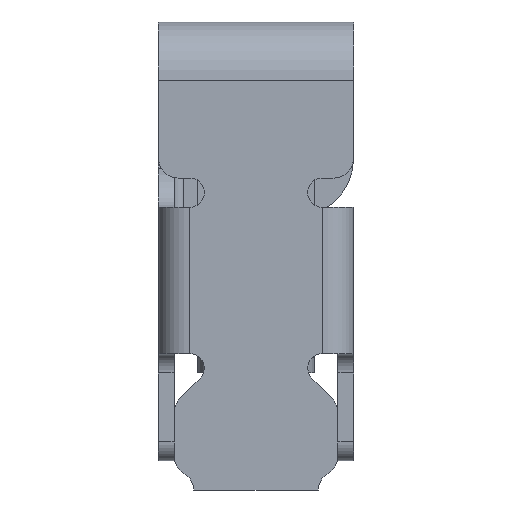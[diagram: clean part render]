
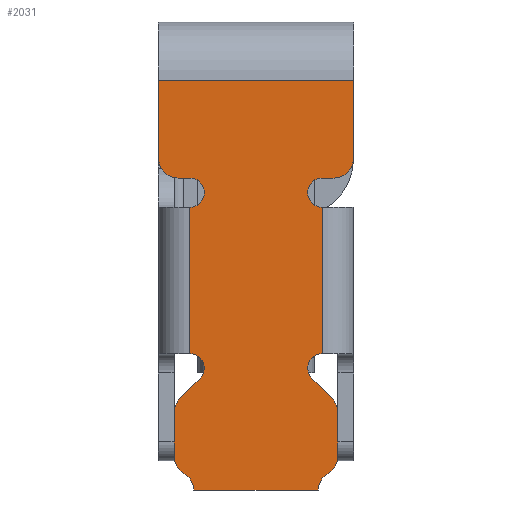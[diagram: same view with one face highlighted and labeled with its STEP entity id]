
A CAD part, front view. The second image highlights one B-rep face of the part: STEP entity #2031.
In plain terms, the highlighted planar face has unit normal (0, -1, 0).
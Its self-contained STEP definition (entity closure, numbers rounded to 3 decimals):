
#2=DIRECTION('',(-1.,0.,0.));
#3=VECTOR('',#2,1.);
#4=CARTESIAN_POINT('',(0.5,0.,-0.3));
#5=LINE('',#4,#3);
#6=DIRECTION('',(0.,0.,-1.));
#7=VECTOR('',#6,0.4);
#8=CARTESIAN_POINT('',(0.5,0.,-0.3));
#9=LINE('',#8,#7);
#10=CARTESIAN_POINT('',(0.4,0.,-0.7));
#11=DIRECTION('',(0.,-1.,0.));
#12=DIRECTION('',(0.,0.,-1.));
#13=AXIS2_PLACEMENT_3D('',#10,#11,#12);
#15=DIRECTION('',(-1.,0.,0.));
#16=VECTOR('',#15,0.06);
#17=CARTESIAN_POINT('',(0.4,0.,-0.8));
#18=LINE('',#17,#16);
#19=CARTESIAN_POINT('',(0.34,0.,-0.875));
#20=DIRECTION('',(0.,-1.,0.));
#21=DIRECTION('',(0.,0.,1.));
#22=AXIS2_PLACEMENT_3D('',#19,#20,#21);
#24=DIRECTION('',(0.,0.,1.));
#25=VECTOR('',#24,0.75);
#26=CARTESIAN_POINT('',(0.34,0.,-1.7));
#27=LINE('',#26,#25);
#28=CARTESIAN_POINT('',(0.34,0.,-1.775));
#29=DIRECTION('',(0.,-1.,0.));
#30=DIRECTION('',(0.,0.,1.));
#31=AXIS2_PLACEMENT_3D('',#28,#29,#30);
#33=DIRECTION('',(0.707,0.,-0.707));
#34=VECTOR('',#33,0.147);
#35=CARTESIAN_POINT('',(0.287,0.,-1.828));
#36=LINE('',#35,#34);
#37=CARTESIAN_POINT('',(0.32,0.,-2.002));
#38=DIRECTION('',(0.,-1.,0.));
#39=DIRECTION('',(1.,0.,0.));
#40=AXIS2_PLACEMENT_3D('',#37,#38,#39);
#42=DIRECTION('',(0.,0.,-1.));
#43=VECTOR('',#42,0.224);
#44=CARTESIAN_POINT('',(0.42,0.,-2.002));
#45=LINE('',#44,#43);
#46=CARTESIAN_POINT('',(0.32,0.,-2.227));
#47=DIRECTION('',(0.,1.,0.));
#48=DIRECTION('',(1.,0.,0.));
#49=AXIS2_PLACEMENT_3D('',#46,#47,#48);
#51=CARTESIAN_POINT('',(0.42,0.,-2.4));
#52=DIRECTION('',(0.,-1.,0.));
#53=DIRECTION('',(-0.5,0.,0.866));
#54=AXIS2_PLACEMENT_3D('',#51,#52,#53);
#56=DIRECTION('',(-1.,0.,0.));
#57=VECTOR('',#56,0.64);
#58=CARTESIAN_POINT('',(0.32,0.,-2.4));
#59=LINE('',#58,#57);
#60=CARTESIAN_POINT('',(-0.42,0.,-2.4));
#61=DIRECTION('',(0.,-1.,0.));
#62=DIRECTION('',(1.,0.,0.));
#63=AXIS2_PLACEMENT_3D('',#60,#61,#62);
#65=CARTESIAN_POINT('',(-0.32,0.,-2.227));
#66=DIRECTION('',(0.,1.,0.));
#67=DIRECTION('',(-0.5,0.,-0.866));
#68=AXIS2_PLACEMENT_3D('',#65,#66,#67);
#70=DIRECTION('',(0.,0.,1.));
#71=VECTOR('',#70,0.224);
#72=CARTESIAN_POINT('',(-0.42,0.,-2.227));
#73=LINE('',#72,#71);
#74=CARTESIAN_POINT('',(-0.32,0.,-2.002));
#75=DIRECTION('',(0.,-1.,0.));
#76=DIRECTION('',(-0.707,0.,0.707));
#77=AXIS2_PLACEMENT_3D('',#74,#75,#76);
#79=DIRECTION('',(0.707,0.,0.707));
#80=VECTOR('',#79,0.147);
#81=CARTESIAN_POINT('',(-0.391,0.,-1.932));
#82=LINE('',#81,#80);
#83=CARTESIAN_POINT('',(-0.34,0.,-1.775));
#84=DIRECTION('',(0.,-1.,0.));
#85=DIRECTION('',(0.707,0.,-0.707));
#86=AXIS2_PLACEMENT_3D('',#83,#84,#85);
#88=DIRECTION('',(0.,0.,-1.));
#89=VECTOR('',#88,0.75);
#90=CARTESIAN_POINT('',(-0.34,0.,-0.95));
#91=LINE('',#90,#89);
#92=CARTESIAN_POINT('',(-0.34,0.,-0.875));
#93=DIRECTION('',(0.,-1.,0.));
#94=DIRECTION('',(0.,0.,-1.));
#95=AXIS2_PLACEMENT_3D('',#92,#93,#94);
#97=DIRECTION('',(-1.,0.,0.));
#98=VECTOR('',#97,0.06);
#99=CARTESIAN_POINT('',(-0.34,0.,-0.8));
#100=LINE('',#99,#98);
#101=CARTESIAN_POINT('',(-0.4,0.,-0.7));
#102=DIRECTION('',(0.,-1.,0.));
#103=DIRECTION('',(-1.,0.,0.));
#104=AXIS2_PLACEMENT_3D('',#101,#102,#103);
#106=DIRECTION('',(0.,0.,1.));
#107=VECTOR('',#106,0.4);
#108=CARTESIAN_POINT('',(-0.5,0.,-0.7));
#109=LINE('',#108,#107);
#1562=CARTESIAN_POINT('',(0.32,0.,-2.4));
#1563=CARTESIAN_POINT('',(-0.32,0.,-2.4));
#1564=VERTEX_POINT('',#1562);
#1565=VERTEX_POINT('',#1563);
#1570=CARTESIAN_POINT('',(0.42,0.,-2.227));
#1571=CARTESIAN_POINT('',(0.37,0.,-2.313));
#1572=VERTEX_POINT('',#1570);
#1573=VERTEX_POINT('',#1571);
#1578=CARTESIAN_POINT('',(0.287,0.,-1.828));
#1580=VERTEX_POINT('',#1578);
#1582=CARTESIAN_POINT('',(-0.37,0.,-2.313));
#1583=VERTEX_POINT('',#1582);
#1584=CARTESIAN_POINT('',(-0.42,0.,-2.227));
#1585=VERTEX_POINT('',#1584);
#1590=CARTESIAN_POINT('',(-0.287,0.,-1.828));
#1592=VERTEX_POINT('',#1590);
#1838=CARTESIAN_POINT('',(0.5,0.,-0.3));
#1839=CARTESIAN_POINT('',(-0.5,0.,-0.3));
#1840=VERTEX_POINT('',#1838);
#1841=VERTEX_POINT('',#1839);
#1842=CARTESIAN_POINT('',(0.5,0.,-0.7));
#1843=VERTEX_POINT('',#1842);
#1844=CARTESIAN_POINT('',(-0.5,0.,-0.7));
#1845=VERTEX_POINT('',#1844);
#1862=CARTESIAN_POINT('',(-0.34,0.,-0.8));
#1864=VERTEX_POINT('',#1862);
#1866=CARTESIAN_POINT('',(0.34,0.,-0.8));
#1868=VERTEX_POINT('',#1866);
#1874=CARTESIAN_POINT('',(-0.391,0.,-1.932));
#1875=CARTESIAN_POINT('',(-0.42,0.,-2.002));
#1876=VERTEX_POINT('',#1874);
#1877=VERTEX_POINT('',#1875);
#1882=CARTESIAN_POINT('',(0.42,0.,-2.002));
#1883=CARTESIAN_POINT('',(0.391,0.,-1.932));
#1884=VERTEX_POINT('',#1882);
#1885=VERTEX_POINT('',#1883);
#1890=CARTESIAN_POINT('',(-0.4,0.,-0.8));
#1891=VERTEX_POINT('',#1890);
#1896=CARTESIAN_POINT('',(0.4,0.,-0.8));
#1897=VERTEX_POINT('',#1896);
#1902=CARTESIAN_POINT('',(0.34,0.,-0.95));
#1904=VERTEX_POINT('',#1902);
#1908=CARTESIAN_POINT('',(0.34,0.,-1.7));
#1909=VERTEX_POINT('',#1908);
#1910=CARTESIAN_POINT('',(-0.34,0.,-1.7));
#1912=VERTEX_POINT('',#1910);
#1916=CARTESIAN_POINT('',(-0.34,0.,-0.95));
#1917=VERTEX_POINT('',#1916);
#1976=CARTESIAN_POINT('',(0.,0.,0.));
#1977=DIRECTION('',(0.,1.,0.));
#1978=DIRECTION('',(1.,0.,0.));
#1979=AXIS2_PLACEMENT_3D('',#1976,#1977,#1978);
#1980=PLANE('',#1979);
#1982=ORIENTED_EDGE('',*,*,#1981,.F.);
#1984=ORIENTED_EDGE('',*,*,#1983,.T.);
#1986=ORIENTED_EDGE('',*,*,#1985,.F.);
#1988=ORIENTED_EDGE('',*,*,#1987,.T.);
#1990=ORIENTED_EDGE('',*,*,#1989,.T.);
#1992=ORIENTED_EDGE('',*,*,#1991,.F.);
#1994=ORIENTED_EDGE('',*,*,#1993,.T.);
#1996=ORIENTED_EDGE('',*,*,#1995,.T.);
#1998=ORIENTED_EDGE('',*,*,#1997,.F.);
#2000=ORIENTED_EDGE('',*,*,#1999,.T.);
#2002=ORIENTED_EDGE('',*,*,#2001,.T.);
#2004=ORIENTED_EDGE('',*,*,#2003,.T.);
#2006=ORIENTED_EDGE('',*,*,#2005,.T.);
#2008=ORIENTED_EDGE('',*,*,#2007,.T.);
#2010=ORIENTED_EDGE('',*,*,#2009,.T.);
#2012=ORIENTED_EDGE('',*,*,#2011,.T.);
#2014=ORIENTED_EDGE('',*,*,#2013,.F.);
#2016=ORIENTED_EDGE('',*,*,#2015,.T.);
#2018=ORIENTED_EDGE('',*,*,#2017,.T.);
#2020=ORIENTED_EDGE('',*,*,#2019,.F.);
#2022=ORIENTED_EDGE('',*,*,#2021,.T.);
#2024=ORIENTED_EDGE('',*,*,#2023,.T.);
#2026=ORIENTED_EDGE('',*,*,#2025,.F.);
#2028=ORIENTED_EDGE('',*,*,#2027,.T.);
#2029=EDGE_LOOP('',(#1982,#1984,#1986,#1988,#1990,#1992,#1994,#1996,#1998,#2000,
#2002,#2004,#2006,#2008,#2010,#2012,#2014,#2016,#2018,#2020,#2022,#2024,#2026,
#2028));
#2030=FACE_OUTER_BOUND('',#2029,.F.);
#14=CIRCLE('',#13,0.1);
#23=CIRCLE('',#22,0.075);
#32=CIRCLE('',#31,0.075);
#41=CIRCLE('',#40,0.1);
#50=CIRCLE('',#49,0.1);
#55=CIRCLE('',#54,0.1);
#64=CIRCLE('',#63,0.1);
#69=CIRCLE('',#68,0.1);
#78=CIRCLE('',#77,0.1);
#87=CIRCLE('',#86,0.075);
#96=CIRCLE('',#95,0.075);
#105=CIRCLE('',#104,0.1);
#1981=EDGE_CURVE('',#1840,#1841,#5,.T.);
#1983=EDGE_CURVE('',#1840,#1843,#9,.T.);
#1985=EDGE_CURVE('',#1897,#1843,#14,.T.);
#1987=EDGE_CURVE('',#1897,#1868,#18,.T.);
#1989=EDGE_CURVE('',#1868,#1904,#23,.T.);
#1991=EDGE_CURVE('',#1909,#1904,#27,.T.);
#1993=EDGE_CURVE('',#1909,#1580,#32,.T.);
#1995=EDGE_CURVE('',#1580,#1885,#36,.T.);
#1997=EDGE_CURVE('',#1884,#1885,#41,.T.);
#1999=EDGE_CURVE('',#1884,#1572,#45,.T.);
#2001=EDGE_CURVE('',#1572,#1573,#50,.T.);
#2003=EDGE_CURVE('',#1573,#1564,#55,.T.);
#2005=EDGE_CURVE('',#1564,#1565,#59,.T.);
#2007=EDGE_CURVE('',#1565,#1583,#64,.T.);
#2009=EDGE_CURVE('',#1583,#1585,#69,.T.);
#2011=EDGE_CURVE('',#1585,#1877,#73,.T.);
#2013=EDGE_CURVE('',#1876,#1877,#78,.T.);
#2015=EDGE_CURVE('',#1876,#1592,#82,.T.);
#2017=EDGE_CURVE('',#1592,#1912,#87,.T.);
#2019=EDGE_CURVE('',#1917,#1912,#91,.T.);
#2021=EDGE_CURVE('',#1917,#1864,#96,.T.);
#2023=EDGE_CURVE('',#1864,#1891,#100,.T.);
#2025=EDGE_CURVE('',#1845,#1891,#105,.T.);
#2027=EDGE_CURVE('',#1845,#1841,#109,.T.);
#2031=ADVANCED_FACE('',(#2030),#1980,.F.);
